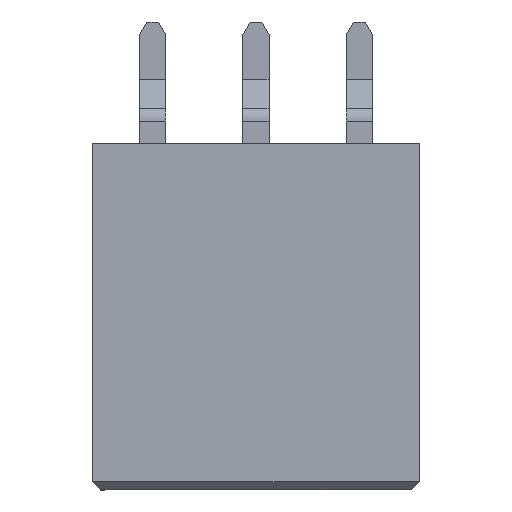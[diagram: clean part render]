
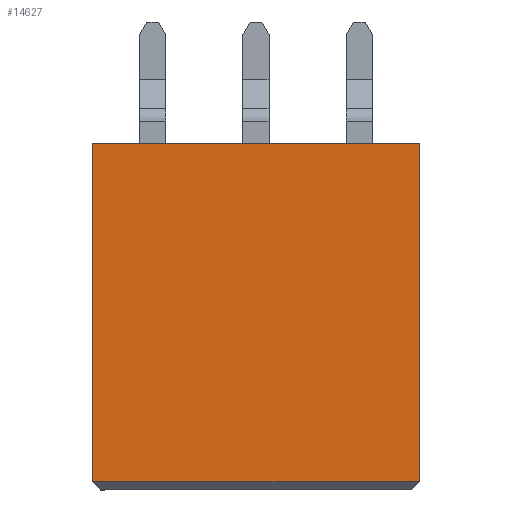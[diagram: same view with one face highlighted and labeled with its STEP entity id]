
A CAD part, top view. The second image highlights one B-rep face of the part: STEP entity #14627.
In plain terms, the highlighted planar face has unit normal (0, 0, 1).
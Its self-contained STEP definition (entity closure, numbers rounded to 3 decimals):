
#194 = LINE ( 'NONE', #5455, #779 ) ;
#779 = VECTOR ( 'NONE', #10708, 1000. ) ;
#835 = EDGE_CURVE ( 'NONE', #837, #14937, #9346, .T. ) ;
#837 = VERTEX_POINT ( 'NONE', #8052 ) ;
#937 = VERTEX_POINT ( 'NONE', #5716 ) ;
#1628 = ORIENTED_EDGE ( 'NONE', *, *, #835, .T. ) ;
#2586 = CARTESIAN_POINT ( 'NONE',  ( -4.01, 4.25, 0. ) ) ;
#2777 = DIRECTION ( 'NONE',  ( -1., 0., 0. ) ) ;
#3313 = FACE_OUTER_BOUND ( 'NONE', #9654, .T. ) ;
#4705 = CARTESIAN_POINT ( 'NONE',  ( 4.01, -4.05, 0. ) ) ;
#4837 = DIRECTION ( 'NONE',  ( 0., 1., 0. ) ) ;
#5455 = CARTESIAN_POINT ( 'NONE',  ( -4.01, 4.25, 0. ) ) ;
#5503 = ORIENTED_EDGE ( 'NONE', *, *, #11650, .T. ) ;
#5716 = CARTESIAN_POINT ( 'NONE',  ( -4.01, -4.05, 0. ) ) ;
#5894 = VECTOR ( 'NONE', #15851, 1000. ) ;
#6071 = CARTESIAN_POINT ( 'NONE',  ( 0., 0., 0. ) ) ;
#8052 = CARTESIAN_POINT ( 'NONE',  ( 4.01, 4.25, 0. ) ) ;
#8586 = PLANE ( 'NONE',  #11490 ) ;
#9346 = LINE ( 'NONE', #14591, #10074 ) ;
#9569 = VERTEX_POINT ( 'NONE', #4705 ) ;
#9654 = EDGE_LOOP ( 'NONE', ( #10371, #5503, #16482, #1628 ) ) ;
#10074 = VECTOR ( 'NONE', #2777, 1000. ) ;
#10371 = ORIENTED_EDGE ( 'NONE', *, *, #15812, .T. ) ;
#10597 = CARTESIAN_POINT ( 'NONE',  ( 4.01, -4.05, 0. ) ) ;
#10708 = DIRECTION ( 'NONE',  ( 0., -1., 0. ) ) ;
#11329 = DIRECTION ( 'NONE',  ( 0., 0., -1. ) ) ;
#11380 = LINE ( 'NONE', #16621, #13607 ) ;
#11490 = AXIS2_PLACEMENT_3D ( 'NONE', #6071, #11329, #16562 ) ;
#11520 = EDGE_CURVE ( 'NONE', #9569, #837, #11380, .T. ) ;
#11650 = EDGE_CURVE ( 'NONE', #937, #9569, #14475, .T. ) ;
#13607 = VECTOR ( 'NONE', #4837, 1000. ) ;
#14475 = LINE ( 'NONE', #10597, #5894 ) ;
#14591 = CARTESIAN_POINT ( 'NONE',  ( 4.01, 4.25, 0. ) ) ;
#14627 = ADVANCED_FACE ( 'NONE', ( #3313 ), #8586, .F. ) ;
#14937 = VERTEX_POINT ( 'NONE', #2586 ) ;
#15812 = EDGE_CURVE ( 'NONE', #14937, #937, #194, .T. ) ;
#15851 = DIRECTION ( 'NONE',  ( 1., 0., 0. ) ) ;
#16482 = ORIENTED_EDGE ( 'NONE', *, *, #11520, .T. ) ;
#16562 = DIRECTION ( 'NONE',  ( 1., 0., 0. ) ) ;
#16621 = CARTESIAN_POINT ( 'NONE',  ( 4.01, 4.25, 0. ) ) ;
